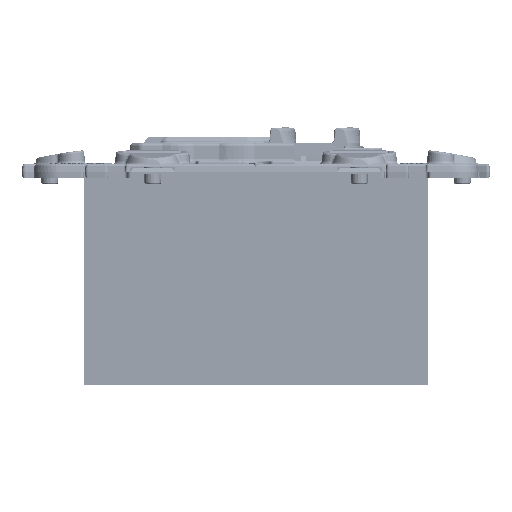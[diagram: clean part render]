
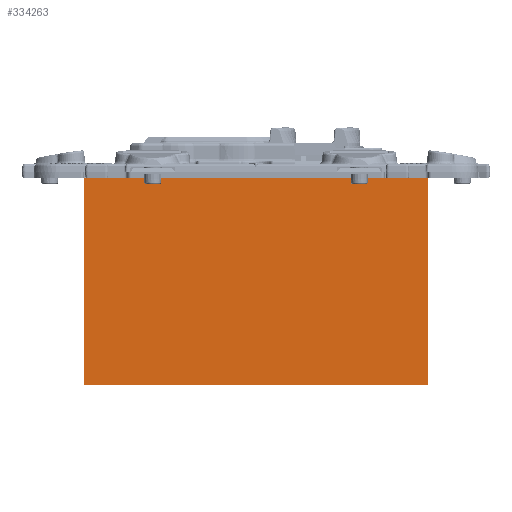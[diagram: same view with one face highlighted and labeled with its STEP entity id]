
A CAD part, left-side view. The second image highlights one B-rep face of the part: STEP entity #334263.
In plain terms, the highlighted planar face has unit normal (-1, 0, 0).
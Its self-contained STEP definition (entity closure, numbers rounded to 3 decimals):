
#334236=AXIS2_PLACEMENT_3D('Plane Axis2P3D',#334233,#334234,#334235) ;
#40113=CARTESIAN_POINT('Vertex',(-27.5,9.38,0.)) ;
#40120=CARTESIAN_POINT('Vertex',(-27.5,4.117,0.)) ;
#42219=CARTESIAN_POINT('Vertex',(-27.5,27.5,0.)) ;
#42222=CARTESIAN_POINT('Line Origine',(-27.5,18.44,0.)) ;
#42227=CARTESIAN_POINT('Line Origine',(-27.5,-11.692,0.)) ;
#42231=CARTESIAN_POINT('Vertex',(-27.5,-27.5,0.)) ;
#334206=CARTESIAN_POINT('Vertex',(-27.5,27.5,-33.)) ;
#334209=CARTESIAN_POINT('Line Origine',(-27.5,27.5,-16.5)) ;
#334233=CARTESIAN_POINT('Axis2P3D Location',(-27.5,-27.5,0.)) ;
#334238=CARTESIAN_POINT('Line Origine',(-27.5,0.,-33.)) ;
#334242=CARTESIAN_POINT('Vertex',(-27.5,-27.5,-33.)) ;
#334245=CARTESIAN_POINT('Line Origine',(-27.5,-27.5,-16.5)) ;
#334250=CARTESIAN_POINT('Line Origine',(-27.5,6.749,0.)) ;
#42223=DIRECTION('Vector Direction',(0.,1.,0.)) ;
#42228=DIRECTION('Vector Direction',(0.,1.,0.)) ;
#334210=DIRECTION('Vector Direction',(0.,0.,-1.)) ;
#334234=DIRECTION('Axis2P3D Direction',(-1.,0.,0.)) ;
#334235=DIRECTION('Axis2P3D XDirection',(0.,1.,0.)) ;
#334239=DIRECTION('Vector Direction',(0.,1.,0.)) ;
#334246=DIRECTION('Vector Direction',(0.,0.,-1.)) ;
#334251=DIRECTION('Vector Direction',(0.,1.,0.)) ;
#42224=VECTOR('Line Direction',#42223,1.) ;
#42229=VECTOR('Line Direction',#42228,1.) ;
#334211=VECTOR('Line Direction',#334210,1.) ;
#334240=VECTOR('Line Direction',#334239,1.) ;
#334247=VECTOR('Line Direction',#334246,1.) ;
#334252=VECTOR('Line Direction',#334251,1.) ;
#334256=ORIENTED_EDGE('',*,*,#334244,.T.) ;
#334257=ORIENTED_EDGE('',*,*,#334249,.F.) ;
#334258=ORIENTED_EDGE('',*,*,#42233,.F.) ;
#334259=ORIENTED_EDGE('',*,*,#334254,.F.) ;
#334260=ORIENTED_EDGE('',*,*,#42226,.F.) ;
#334261=ORIENTED_EDGE('',*,*,#334213,.T.) ;
#334263=ADVANCED_FACE('PartBody',(#334262),#334237,.T.) ;
#42226=EDGE_CURVE('',#42220,#40114,#42225,.F.) ;
#42233=EDGE_CURVE('',#40121,#42232,#42230,.F.) ;
#334213=EDGE_CURVE('',#42220,#334207,#334212,.T.) ;
#334244=EDGE_CURVE('',#334207,#334243,#334241,.F.) ;
#334249=EDGE_CURVE('',#42232,#334243,#334248,.T.) ;
#334254=EDGE_CURVE('',#40114,#40121,#334253,.F.) ;
#334255=EDGE_LOOP('',(#334256,#334257,#334258,#334259,#334260,#334261)) ;
#334262=FACE_OUTER_BOUND('',#334255,.T.) ;
#42225=LINE('Line',#42222,#42224) ;
#42230=LINE('Line',#42227,#42229) ;
#334212=LINE('Line',#334209,#334211) ;
#334241=LINE('Line',#334238,#334240) ;
#334248=LINE('Line',#334245,#334247) ;
#334253=LINE('Line',#334250,#334252) ;
#334237=PLANE('',#334236) ;
#40114=VERTEX_POINT('',#40113) ;
#40121=VERTEX_POINT('',#40120) ;
#42220=VERTEX_POINT('',#42219) ;
#42232=VERTEX_POINT('',#42231) ;
#334207=VERTEX_POINT('',#334206) ;
#334243=VERTEX_POINT('',#334242) ;
